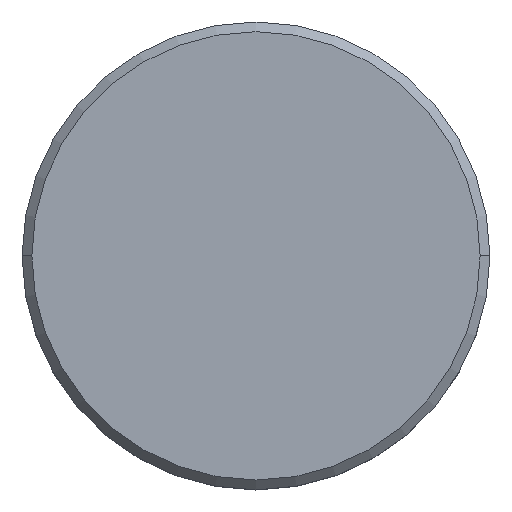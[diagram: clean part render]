
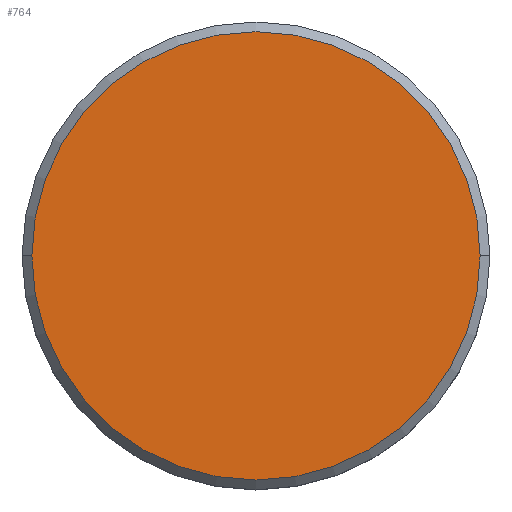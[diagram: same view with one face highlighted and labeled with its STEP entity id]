
A CAD part, top view. The second image highlights one B-rep face of the part: STEP entity #764.
In plain terms, the highlighted planar face has unit normal (0, 0, 1).
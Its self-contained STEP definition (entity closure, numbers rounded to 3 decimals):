
#75 = EDGE_LOOP ( 'NONE', ( #738, #416 ) ) ;
#99 = AXIS2_PLACEMENT_3D ( 'NONE', #517, #105, #754 ) ;
#105 = DIRECTION ( 'NONE',  ( 0., 0., 1. ) ) ;
#152 = CARTESIAN_POINT ( 'NONE',  ( -11.5, 0., 0. ) ) ;
#217 = DIRECTION ( 'NONE',  ( 0., 0., 1. ) ) ;
#265 = CARTESIAN_POINT ( 'NONE',  ( 0., 0., 0. ) ) ;
#266 = AXIS2_PLACEMENT_3D ( 'NONE', #265, #735, #338 ) ;
#338 = DIRECTION ( 'NONE',  ( 1., 0., 0. ) ) ;
#414 = VERTEX_POINT ( 'NONE', #415 ) ;
#415 = CARTESIAN_POINT ( 'NONE',  ( 11.5, 0., 0. ) ) ;
#416 = ORIENTED_EDGE ( 'NONE', *, *, #925, .T. ) ;
#517 = CARTESIAN_POINT ( 'NONE',  ( 0., 0., 0. ) ) ;
#538 = PLANE ( 'NONE',  #838 ) ;
#690 = FACE_OUTER_BOUND ( 'NONE', #75, .T. ) ;
#693 = CARTESIAN_POINT ( 'NONE',  ( 0., 0., 0. ) ) ;
#735 = DIRECTION ( 'NONE',  ( 0., 0., 1. ) ) ;
#738 = ORIENTED_EDGE ( 'NONE', *, *, #1046, .T. ) ;
#754 = DIRECTION ( 'NONE',  ( 1., 0., 0. ) ) ;
#764 = ADVANCED_FACE ( 'NONE', ( #690 ), #538, .T. ) ;
#807 = VERTEX_POINT ( 'NONE', #152 ) ;
#838 = AXIS2_PLACEMENT_3D ( 'NONE', #693, #217, #1015 ) ;
#858 = CIRCLE ( 'NONE', #266, 11.5 ) ;
#925 = EDGE_CURVE ( 'NONE', #414, #807, #858, .T. ) ;
#1015 = DIRECTION ( 'NONE',  ( 1., 0., 0. ) ) ;
#1025 = CIRCLE ( 'NONE', #99, 11.5 ) ;
#1046 = EDGE_CURVE ( 'NONE', #807, #414, #1025, .T. ) ;
